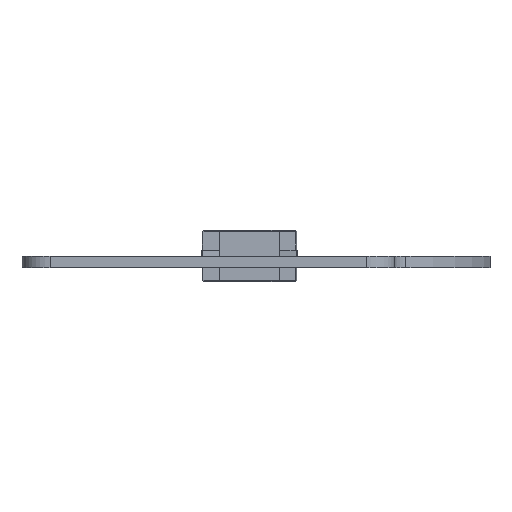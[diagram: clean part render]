
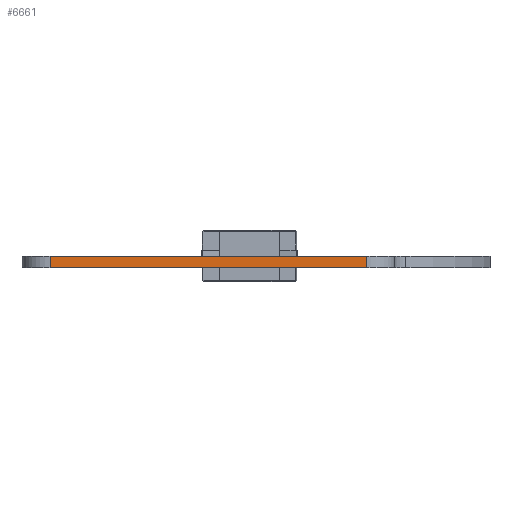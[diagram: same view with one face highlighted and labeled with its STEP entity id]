
A CAD part, left-side view. The second image highlights one B-rep face of the part: STEP entity #6661.
In plain terms, the highlighted planar face has unit normal (-1, 0, 0).
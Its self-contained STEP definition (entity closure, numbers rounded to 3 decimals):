
#1983 = PLANE('',#1984);
#1984 = AXIS2_PLACEMENT_3D('',#1985,#1986,#1987);
#1985 = CARTESIAN_POINT('',(89.985,-103.636,1.6));
#1986 = DIRECTION('',(-0.,-0.,-1.));
#1987 = DIRECTION('',(-1.,0.,0.));
#2011 = CYLINDRICAL_SURFACE('',#2012,4.);
#2012 = AXIS2_PLACEMENT_3D('',#2013,#2014,#2015);
#2013 = CARTESIAN_POINT('',(39.175,-125.425,0.));
#2014 = DIRECTION('',(-0.,-0.,-1.));
#2015 = DIRECTION('',(1.,0.,-0.));
#2037 = PLANE('',#2038);
#2038 = AXIS2_PLACEMENT_3D('',#2039,#2040,#2041);
#2039 = CARTESIAN_POINT('',(89.985,-103.636,0.));
#2040 = DIRECTION('',(-0.,-0.,-1.));
#2041 = DIRECTION('',(-1.,0.,0.));
#2138 = EDGE_CURVE('',#2139,#2141,#2143,.T.);
#2139 = VERTEX_POINT('',#2140);
#2140 = CARTESIAN_POINT('',(35.175,-125.425,0.));
#2141 = VERTEX_POINT('',#2142);
#2142 = CARTESIAN_POINT('',(35.175,-125.425,1.6));
#2143 = SURFACE_CURVE('',#2144,(#2148,#2155),.PCURVE_S1.);
#2144 = LINE('',#2145,#2146);
#2145 = CARTESIAN_POINT('',(35.175,-125.425,0.));
#2146 = VECTOR('',#2147,1.);
#2147 = DIRECTION('',(0.,0.,1.));
#2148 = PCURVE('',#2011,#2149);
#2149 = DEFINITIONAL_REPRESENTATION('',(#2150),#2154);
#2150 = LINE('',#2151,#2152);
#2151 = CARTESIAN_POINT('',(-3.142,0.));
#2152 = VECTOR('',#2153,1.);
#2153 = DIRECTION('',(-0.,-1.));
#2154 = ( GEOMETRIC_REPRESENTATION_CONTEXT(2) 
PARAMETRIC_REPRESENTATION_CONTEXT() REPRESENTATION_CONTEXT('2D SPACE',''
  ) );
#2155 = PCURVE('',#2156,#2161);
#2156 = PLANE('',#2157);
#2157 = AXIS2_PLACEMENT_3D('',#2158,#2159,#2160);
#2158 = CARTESIAN_POINT('',(35.175,-125.425,0.));
#2159 = DIRECTION('',(-1.,0.,0.));
#2160 = DIRECTION('',(0.,1.,0.));
#2161 = DEFINITIONAL_REPRESENTATION('',(#2162),#2166);
#2162 = LINE('',#2163,#2164);
#2163 = CARTESIAN_POINT('',(0.,0.));
#2164 = VECTOR('',#2165,1.);
#2165 = DIRECTION('',(0.,-1.));
#2166 = ( GEOMETRIC_REPRESENTATION_CONTEXT(2) 
PARAMETRIC_REPRESENTATION_CONTEXT() REPRESENTATION_CONTEXT('2D SPACE',''
  ) );
#2226 = EDGE_CURVE('',#2139,#2227,#2229,.T.);
#2227 = VERTEX_POINT('',#2228);
#2228 = CARTESIAN_POINT('',(35.175,-80.343,0.));
#2229 = SURFACE_CURVE('',#2230,(#2234,#2241),.PCURVE_S1.);
#2230 = LINE('',#2231,#2232);
#2231 = CARTESIAN_POINT('',(35.175,-125.425,0.));
#2232 = VECTOR('',#2233,1.);
#2233 = DIRECTION('',(0.,1.,0.));
#2234 = PCURVE('',#2037,#2235);
#2235 = DEFINITIONAL_REPRESENTATION('',(#2236),#2240);
#2236 = LINE('',#2237,#2238);
#2237 = CARTESIAN_POINT('',(54.81,-21.79));
#2238 = VECTOR('',#2239,1.);
#2239 = DIRECTION('',(0.,1.));
#2240 = ( GEOMETRIC_REPRESENTATION_CONTEXT(2) 
PARAMETRIC_REPRESENTATION_CONTEXT() REPRESENTATION_CONTEXT('2D SPACE',''
  ) );
#2241 = PCURVE('',#2156,#2242);
#2242 = DEFINITIONAL_REPRESENTATION('',(#2243),#2247);
#2243 = LINE('',#2244,#2245);
#2244 = CARTESIAN_POINT('',(0.,0.));
#2245 = VECTOR('',#2246,1.);
#2246 = DIRECTION('',(1.,0.));
#2247 = ( GEOMETRIC_REPRESENTATION_CONTEXT(2) 
PARAMETRIC_REPRESENTATION_CONTEXT() REPRESENTATION_CONTEXT('2D SPACE',''
  ) );
#2270 = CYLINDRICAL_SURFACE('',#2271,4.);
#2271 = AXIS2_PLACEMENT_3D('',#2272,#2273,#2274);
#2272 = CARTESIAN_POINT('',(39.175,-80.343,0.));
#2273 = DIRECTION('',(-0.,-0.,-1.));
#2274 = DIRECTION('',(1.,0.,-0.));
#4603 = EDGE_CURVE('',#2141,#4604,#4606,.T.);
#4604 = VERTEX_POINT('',#4605);
#4605 = CARTESIAN_POINT('',(35.175,-80.343,1.6));
#4606 = SURFACE_CURVE('',#4607,(#4611,#4618),.PCURVE_S1.);
#4607 = LINE('',#4608,#4609);
#4608 = CARTESIAN_POINT('',(35.175,-125.425,1.6));
#4609 = VECTOR('',#4610,1.);
#4610 = DIRECTION('',(0.,1.,0.));
#4611 = PCURVE('',#1983,#4612);
#4612 = DEFINITIONAL_REPRESENTATION('',(#4613),#4617);
#4613 = LINE('',#4614,#4615);
#4614 = CARTESIAN_POINT('',(54.81,-21.79));
#4615 = VECTOR('',#4616,1.);
#4616 = DIRECTION('',(0.,1.));
#4617 = ( GEOMETRIC_REPRESENTATION_CONTEXT(2) 
PARAMETRIC_REPRESENTATION_CONTEXT() REPRESENTATION_CONTEXT('2D SPACE',''
  ) );
#4618 = PCURVE('',#2156,#4619);
#4619 = DEFINITIONAL_REPRESENTATION('',(#4620),#4624);
#4620 = LINE('',#4621,#4622);
#4621 = CARTESIAN_POINT('',(0.,-1.6));
#4622 = VECTOR('',#4623,1.);
#4623 = DIRECTION('',(1.,0.));
#4624 = ( GEOMETRIC_REPRESENTATION_CONTEXT(2) 
PARAMETRIC_REPRESENTATION_CONTEXT() REPRESENTATION_CONTEXT('2D SPACE',''
  ) );
#6661 = ADVANCED_FACE('',(#6662),#2156,.T.);
#6662 = FACE_BOUND('',#6663,.T.);
#6663 = EDGE_LOOP('',(#6664,#6665,#6666,#6687));
#6664 = ORIENTED_EDGE('',*,*,#2138,.T.);
#6665 = ORIENTED_EDGE('',*,*,#4603,.T.);
#6666 = ORIENTED_EDGE('',*,*,#6667,.F.);
#6667 = EDGE_CURVE('',#2227,#4604,#6668,.T.);
#6668 = SURFACE_CURVE('',#6669,(#6673,#6680),.PCURVE_S1.);
#6669 = LINE('',#6670,#6671);
#6670 = CARTESIAN_POINT('',(35.175,-80.343,0.));
#6671 = VECTOR('',#6672,1.);
#6672 = DIRECTION('',(0.,0.,1.));
#6673 = PCURVE('',#2156,#6674);
#6674 = DEFINITIONAL_REPRESENTATION('',(#6675),#6679);
#6675 = LINE('',#6676,#6677);
#6676 = CARTESIAN_POINT('',(45.082,0.));
#6677 = VECTOR('',#6678,1.);
#6678 = DIRECTION('',(0.,-1.));
#6679 = ( GEOMETRIC_REPRESENTATION_CONTEXT(2) 
PARAMETRIC_REPRESENTATION_CONTEXT() REPRESENTATION_CONTEXT('2D SPACE',''
  ) );
#6680 = PCURVE('',#2270,#6681);
#6681 = DEFINITIONAL_REPRESENTATION('',(#6682),#6686);
#6682 = LINE('',#6683,#6684);
#6683 = CARTESIAN_POINT('',(-3.142,0.));
#6684 = VECTOR('',#6685,1.);
#6685 = DIRECTION('',(-0.,-1.));
#6686 = ( GEOMETRIC_REPRESENTATION_CONTEXT(2) 
PARAMETRIC_REPRESENTATION_CONTEXT() REPRESENTATION_CONTEXT('2D SPACE',''
  ) );
#6687 = ORIENTED_EDGE('',*,*,#2226,.F.);
